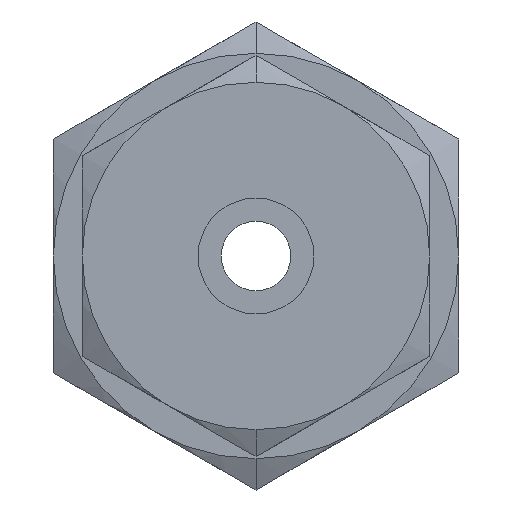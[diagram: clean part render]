
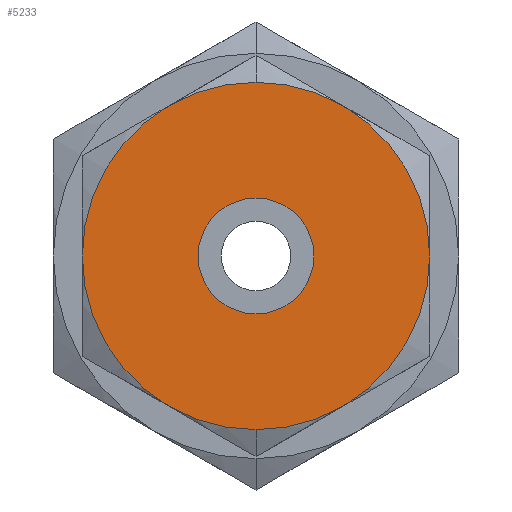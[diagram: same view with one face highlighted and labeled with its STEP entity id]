
A CAD part, left-side view. The second image highlights one B-rep face of the part: STEP entity #5233.
In plain terms, the highlighted planar face has unit normal (-1, 0, 0).
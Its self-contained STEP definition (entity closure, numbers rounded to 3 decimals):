
#17 = AXIS2_PLACEMENT_3D ( 'NONE', #3236, #6195, #6856 ) ;
#399 = EDGE_LOOP ( 'NONE', ( #8431, #8085 ) ) ;
#687 = FACE_OUTER_BOUND ( 'NONE', #399, .T. ) ;
#931 = CARTESIAN_POINT ( 'NONE',  ( 0., 0., 2. ) ) ;
#1029 = CARTESIAN_POINT ( 'NONE',  ( 0., 0., 0. ) ) ;
#1442 = CARTESIAN_POINT ( 'NONE',  ( 0., 0., 3. ) ) ;
#1885 = EDGE_CURVE ( 'NONE', #8977, #8386, #3896, .T. ) ;
#1956 = EDGE_CURVE ( 'NONE', #5316, #2270, #4652, .T. ) ;
#2246 = FACE_BOUND ( 'NONE', #5195, .T. ) ;
#2270 = VERTEX_POINT ( 'NONE', #3887 ) ;
#2524 = DIRECTION ( 'NONE',  ( 1., 0., 0. ) ) ;
#2875 = EDGE_CURVE ( 'NONE', #2270, #5316, #8134, .T. ) ;
#2998 = AXIS2_PLACEMENT_3D ( 'NONE', #7329, #4609, #4516 ) ;
#3236 = CARTESIAN_POINT ( 'NONE',  ( 0., 0., 0. ) ) ;
#3325 = CARTESIAN_POINT ( 'NONE',  ( 0., 0., 0. ) ) ;
#3887 = CARTESIAN_POINT ( 'NONE',  ( 0., 0., -2. ) ) ;
#3896 = CIRCLE ( 'NONE', #2998, 6. ) ;
#4217 = DIRECTION ( 'NONE',  ( 0., 0., 1. ) ) ;
#4516 = DIRECTION ( 'NONE',  ( 0., 0., 1. ) ) ;
#4609 = DIRECTION ( 'NONE',  ( 1., 0., 0. ) ) ;
#4652 = CIRCLE ( 'NONE', #5395, 2. ) ;
#4657 = DIRECTION ( 'NONE',  ( 1., 0., 0. ) ) ;
#4955 = CARTESIAN_POINT ( 'NONE',  ( 0., 0., -6. ) ) ;
#5021 = DIRECTION ( 'NONE',  ( -1., 0., 0. ) ) ;
#5054 = EDGE_CURVE ( 'NONE', #8386, #8977, #5084, .T. ) ;
#5084 = CIRCLE ( 'NONE', #8826, 6. ) ;
#5095 = ORIENTED_EDGE ( 'NONE', *, *, #2875, .T. ) ;
#5195 = EDGE_LOOP ( 'NONE', ( #5095, #7763 ) ) ;
#5233 = ADVANCED_FACE ( 'NONE', ( #2246, #687 ), #5684, .T. ) ;
#5316 = VERTEX_POINT ( 'NONE', #931 ) ;
#5395 = AXIS2_PLACEMENT_3D ( 'NONE', #3325, #4657, #6808 ) ;
#5684 = PLANE ( 'NONE',  #8685 ) ;
#6195 = DIRECTION ( 'NONE',  ( 1., 0., 0. ) ) ;
#6767 = DIRECTION ( 'NONE',  ( 0., 0., -1. ) ) ;
#6808 = DIRECTION ( 'NONE',  ( 0., 0., 1. ) ) ;
#6856 = DIRECTION ( 'NONE',  ( 0., 0., -1. ) ) ;
#6943 = CARTESIAN_POINT ( 'NONE',  ( 0., 0., 6. ) ) ;
#7329 = CARTESIAN_POINT ( 'NONE',  ( 0., 0., 0. ) ) ;
#7763 = ORIENTED_EDGE ( 'NONE', *, *, #1956, .T. ) ;
#8085 = ORIENTED_EDGE ( 'NONE', *, *, #5054, .F. ) ;
#8134 = CIRCLE ( 'NONE', #17, 2. ) ;
#8386 = VERTEX_POINT ( 'NONE', #4955 ) ;
#8431 = ORIENTED_EDGE ( 'NONE', *, *, #1885, .F. ) ;
#8685 = AXIS2_PLACEMENT_3D ( 'NONE', #1442, #5021, #4217 ) ;
#8826 = AXIS2_PLACEMENT_3D ( 'NONE', #1029, #2524, #6767 ) ;
#8977 = VERTEX_POINT ( 'NONE', #6943 ) ;
